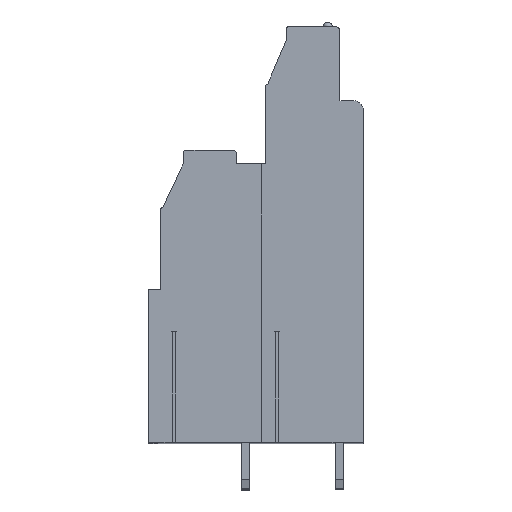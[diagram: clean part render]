
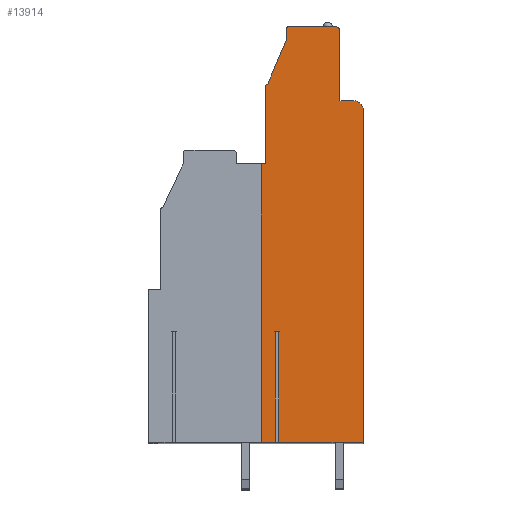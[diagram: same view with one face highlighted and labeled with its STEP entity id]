
A CAD part, top view. The second image highlights one B-rep face of the part: STEP entity #13914.
In plain terms, the highlighted planar face has unit normal (0, 0, 1).
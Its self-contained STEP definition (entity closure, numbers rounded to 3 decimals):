
#13=DIRECTION('',(1.,0.,0.));
#14=VECTOR('',#13,0.38);
#15=CARTESIAN_POINT('',(1.01,-18.05,73.66));
#16=LINE('',#15,#14);
#17=DIRECTION('',(0.,1.,0.));
#18=VECTOR('',#17,11.95);
#19=CARTESIAN_POINT('',(1.01,-30.,73.66));
#20=LINE('',#19,#18);
#21=DIRECTION('',(1.,0.,0.));
#22=VECTOR('',#21,1.51);
#23=CARTESIAN_POINT('',(-0.5,-30.,73.66));
#24=LINE('',#23,#22);
#25=DIRECTION('',(0.,1.,0.));
#26=VECTOR('',#25,30.);
#27=CARTESIAN_POINT('',(-0.5,-30.,73.66));
#28=LINE('',#27,#26);
#29=DIRECTION('',(-1.,0.,0.));
#30=VECTOR('',#29,0.5);
#31=CARTESIAN_POINT('',(0.,0.,73.66));
#32=LINE('',#31,#30);
#33=DIRECTION('',(0.,-1.,0.));
#34=VECTOR('',#33,8.4);
#35=CARTESIAN_POINT('',(0.,8.4,73.66));
#36=LINE('',#35,#34);
#37=CARTESIAN_POINT('',(0.2,8.4,73.66));
#38=DIRECTION('',(0.,0.,1.));
#39=DIRECTION('',(0.,1.,0.));
#40=AXIS2_PLACEMENT_3D('',#37,#38,#39);
#42=DIRECTION('',(-0.392,-0.92,0.));
#43=VECTOR('',#42,5.108);
#44=CARTESIAN_POINT('',(2.2,13.3,73.66));
#45=LINE('',#44,#43);
#46=DIRECTION('',(0.,-1.,0.));
#47=VECTOR('',#46,1.2);
#48=CARTESIAN_POINT('',(2.2,14.5,73.66));
#49=LINE('',#48,#47);
#50=CARTESIAN_POINT('',(2.5,14.5,73.66));
#51=DIRECTION('',(0.,0.,1.));
#52=DIRECTION('',(0.,1.,0.));
#53=AXIS2_PLACEMENT_3D('',#50,#51,#52);
#55=DIRECTION('',(-1.,0.,0.));
#56=VECTOR('',#55,5.);
#57=CARTESIAN_POINT('',(7.5,14.8,73.66));
#58=LINE('',#57,#56);
#59=CARTESIAN_POINT('',(7.5,14.3,73.66));
#60=DIRECTION('',(0.,0.,1.));
#61=DIRECTION('',(1.,0.,0.));
#62=AXIS2_PLACEMENT_3D('',#59,#60,#61);
#64=DIRECTION('',(0.,1.,0.));
#65=VECTOR('',#64,7.5);
#66=CARTESIAN_POINT('',(8.,6.8,73.66));
#67=LINE('',#66,#65);
#68=DIRECTION('',(-1.,0.,0.));
#69=VECTOR('',#68,1.5);
#70=CARTESIAN_POINT('',(9.5,6.8,73.66));
#71=LINE('',#70,#69);
#72=CARTESIAN_POINT('',(9.5,5.8,73.66));
#73=DIRECTION('',(0.,0.,1.));
#74=DIRECTION('',(1.,0.,0.));
#75=AXIS2_PLACEMENT_3D('',#72,#73,#74);
#77=DIRECTION('',(0.,1.,0.));
#78=VECTOR('',#77,35.8);
#79=CARTESIAN_POINT('',(10.5,-30.,73.66));
#80=LINE('',#79,#78);
#81=DIRECTION('',(1.,0.,0.));
#82=VECTOR('',#81,9.11);
#83=CARTESIAN_POINT('',(1.39,-30.,73.66));
#84=LINE('',#83,#82);
#85=DIRECTION('',(0.,1.,0.));
#86=VECTOR('',#85,11.95);
#87=CARTESIAN_POINT('',(1.39,-30.,73.66));
#88=LINE('',#87,#86);
#10691=CARTESIAN_POINT('',(10.5,-30.,73.66));
#10692=CARTESIAN_POINT('',(10.5,5.8,73.66));
#10693=VERTEX_POINT('',#10691);
#10694=VERTEX_POINT('',#10692);
#10695=CARTESIAN_POINT('',(9.5,6.8,73.66));
#10696=VERTEX_POINT('',#10695);
#10697=CARTESIAN_POINT('',(8.,6.8,73.66));
#10698=VERTEX_POINT('',#10697);
#10699=CARTESIAN_POINT('',(8.,14.3,73.66));
#10700=VERTEX_POINT('',#10699);
#10701=CARTESIAN_POINT('',(7.5,14.8,73.66));
#10702=VERTEX_POINT('',#10701);
#10703=CARTESIAN_POINT('',(2.5,14.8,73.66));
#10704=VERTEX_POINT('',#10703);
#10705=CARTESIAN_POINT('',(2.2,14.5,73.66));
#10706=VERTEX_POINT('',#10705);
#10707=CARTESIAN_POINT('',(2.2,13.3,73.66));
#10708=VERTEX_POINT('',#10707);
#10709=CARTESIAN_POINT('',(0.2,8.6,73.66));
#10710=VERTEX_POINT('',#10709);
#10711=CARTESIAN_POINT('',(0.,8.4,73.66));
#10712=VERTEX_POINT('',#10711);
#10713=CARTESIAN_POINT('',(0.,0.,73.66));
#10714=VERTEX_POINT('',#10713);
#10739=CARTESIAN_POINT('',(-0.5,-30.,73.66));
#10740=CARTESIAN_POINT('',(-0.5,0.,73.66));
#10741=VERTEX_POINT('',#10739);
#10742=VERTEX_POINT('',#10740);
#10823=CARTESIAN_POINT('',(1.01,-18.05,73.66));
#10824=CARTESIAN_POINT('',(1.39,-18.05,73.66));
#10825=VERTEX_POINT('',#10823);
#10826=VERTEX_POINT('',#10824);
#10827=CARTESIAN_POINT('',(1.01,-30.,73.66));
#10828=VERTEX_POINT('',#10827);
#10829=CARTESIAN_POINT('',(1.39,-30.,73.66));
#10830=VERTEX_POINT('',#10829);
#13871=CARTESIAN_POINT('',(0.,0.,73.66));
#13872=DIRECTION('',(0.,0.,1.));
#13873=DIRECTION('',(1.,0.,0.));
#13874=AXIS2_PLACEMENT_3D('',#13871,#13872,#13873);
#13875=PLANE('',#13874);
#13877=ORIENTED_EDGE('',*,*,#13876,.F.);
#13879=ORIENTED_EDGE('',*,*,#13878,.F.);
#13881=ORIENTED_EDGE('',*,*,#13880,.F.);
#13883=ORIENTED_EDGE('',*,*,#13882,.T.);
#13885=ORIENTED_EDGE('',*,*,#13884,.F.);
#13887=ORIENTED_EDGE('',*,*,#13886,.F.);
#13889=ORIENTED_EDGE('',*,*,#13888,.F.);
#13891=ORIENTED_EDGE('',*,*,#13890,.F.);
#13893=ORIENTED_EDGE('',*,*,#13892,.F.);
#13895=ORIENTED_EDGE('',*,*,#13894,.F.);
#13897=ORIENTED_EDGE('',*,*,#13896,.F.);
#13899=ORIENTED_EDGE('',*,*,#13898,.F.);
#13901=ORIENTED_EDGE('',*,*,#13900,.F.);
#13903=ORIENTED_EDGE('',*,*,#13902,.F.);
#13905=ORIENTED_EDGE('',*,*,#13904,.F.);
#13907=ORIENTED_EDGE('',*,*,#13906,.F.);
#13909=ORIENTED_EDGE('',*,*,#13908,.F.);
#13911=ORIENTED_EDGE('',*,*,#13910,.T.);
#13912=EDGE_LOOP('',(#13877,#13879,#13881,#13883,#13885,#13887,#13889,#13891,
#13893,#13895,#13897,#13899,#13901,#13903,#13905,#13907,#13909,#13911));
#13913=FACE_OUTER_BOUND('',#13912,.F.);
#41=CIRCLE('',#40,0.2);
#54=CIRCLE('',#53,0.3);
#63=CIRCLE('',#62,0.5);
#76=CIRCLE('',#75,1.);
#13876=EDGE_CURVE('',#10825,#10826,#16,.T.);
#13878=EDGE_CURVE('',#10828,#10825,#20,.T.);
#13880=EDGE_CURVE('',#10741,#10828,#24,.T.);
#13882=EDGE_CURVE('',#10741,#10742,#28,.T.);
#13884=EDGE_CURVE('',#10714,#10742,#32,.T.);
#13886=EDGE_CURVE('',#10712,#10714,#36,.T.);
#13888=EDGE_CURVE('',#10710,#10712,#41,.T.);
#13890=EDGE_CURVE('',#10708,#10710,#45,.T.);
#13892=EDGE_CURVE('',#10706,#10708,#49,.T.);
#13894=EDGE_CURVE('',#10704,#10706,#54,.T.);
#13896=EDGE_CURVE('',#10702,#10704,#58,.T.);
#13898=EDGE_CURVE('',#10700,#10702,#63,.T.);
#13900=EDGE_CURVE('',#10698,#10700,#67,.T.);
#13902=EDGE_CURVE('',#10696,#10698,#71,.T.);
#13904=EDGE_CURVE('',#10694,#10696,#76,.T.);
#13906=EDGE_CURVE('',#10693,#10694,#80,.T.);
#13908=EDGE_CURVE('',#10830,#10693,#84,.T.);
#13910=EDGE_CURVE('',#10830,#10826,#88,.T.);
#13914=ADVANCED_FACE('',(#13913),#13875,.T.);
